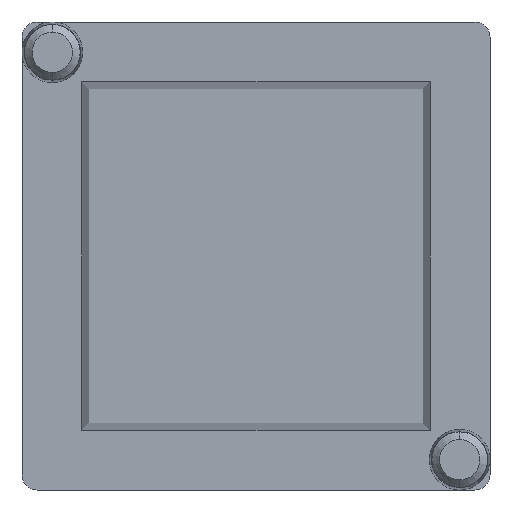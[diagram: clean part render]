
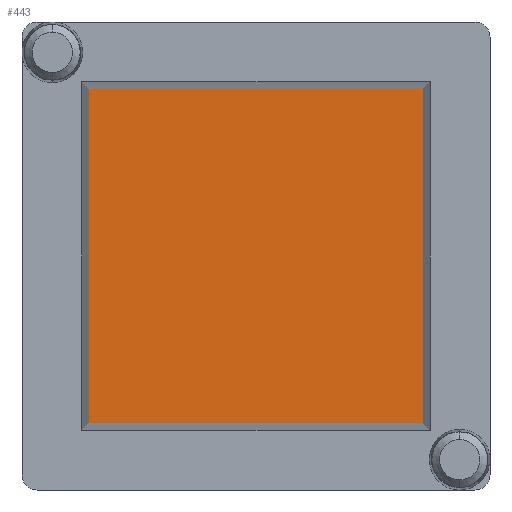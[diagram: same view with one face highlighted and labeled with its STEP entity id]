
A CAD part, front view. The second image highlights one B-rep face of the part: STEP entity #443.
In plain terms, the highlighted planar face has unit normal (0, -1, 0).
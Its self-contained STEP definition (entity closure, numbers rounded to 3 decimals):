
#24 = VERTEX_POINT ( 'NONE', #940 ) ;
#54 = CARTESIAN_POINT ( 'NONE',  ( -1.677, 2.067, 0. ) ) ;
#110 = VECTOR ( 'NONE', #594, 1000. ) ;
#113 = VERTEX_POINT ( 'NONE', #383 ) ;
#147 = PLANE ( 'NONE',  #903 ) ;
#178 = LINE ( 'NONE', #675, #110 ) ;
#224 = FACE_OUTER_BOUND ( 'NONE', #348, .T. ) ;
#280 = EDGE_CURVE ( 'NONE', #24, #663, #896, .T. ) ;
#310 = EDGE_CURVE ( 'NONE', #663, #557, #411, .T. ) ;
#313 = EDGE_CURVE ( 'NONE', #113, #24, #416, .T. ) ;
#348 = EDGE_LOOP ( 'NONE', ( #771, #842, #884, #709 ) ) ;
#370 = VECTOR ( 'NONE', #928, 1000. ) ;
#383 = CARTESIAN_POINT ( 'NONE',  ( -1.677, 2.067, 1.677 ) ) ;
#397 = VECTOR ( 'NONE', #874, 1000. ) ;
#405 = CARTESIAN_POINT ( 'NONE',  ( 1.677, 2.067, -1.677 ) ) ;
#411 = LINE ( 'NONE', #880, #397 ) ;
#416 = LINE ( 'NONE', #54, #370 ) ;
#421 = CARTESIAN_POINT ( 'NONE',  ( 0., 2.067, 0. ) ) ;
#432 = DIRECTION ( 'NONE',  ( 0., -1., 0. ) ) ;
#434 = VECTOR ( 'NONE', #950, 1000. ) ;
#443 = ADVANCED_FACE ( 'NONE', ( #224 ), #147, .T. ) ;
#452 = DIRECTION ( 'NONE',  ( 0., 0., -1. ) ) ;
#507 = EDGE_CURVE ( 'NONE', #557, #113, #178, .T. ) ;
#557 = VERTEX_POINT ( 'NONE', #756 ) ;
#594 = DIRECTION ( 'NONE',  ( -1., 0., 0. ) ) ;
#663 = VERTEX_POINT ( 'NONE', #405 ) ;
#675 = CARTESIAN_POINT ( 'NONE',  ( 0., 2.067, 1.677 ) ) ;
#709 = ORIENTED_EDGE ( 'NONE', *, *, #507, .T. ) ;
#756 = CARTESIAN_POINT ( 'NONE',  ( 1.677, 2.067, 1.677 ) ) ;
#771 = ORIENTED_EDGE ( 'NONE', *, *, #313, .T. ) ;
#842 = ORIENTED_EDGE ( 'NONE', *, *, #280, .T. ) ;
#874 = DIRECTION ( 'NONE',  ( 0., 0., 1. ) ) ;
#880 = CARTESIAN_POINT ( 'NONE',  ( 1.677, 2.067, 0. ) ) ;
#884 = ORIENTED_EDGE ( 'NONE', *, *, #310, .T. ) ;
#896 = LINE ( 'NONE', #1015, #434 ) ;
#903 = AXIS2_PLACEMENT_3D ( 'NONE', #421, #432, #452 ) ;
#928 = DIRECTION ( 'NONE',  ( 0., 0., -1. ) ) ;
#940 = CARTESIAN_POINT ( 'NONE',  ( -1.677, 2.067, -1.677 ) ) ;
#950 = DIRECTION ( 'NONE',  ( 1., 0., 0. ) ) ;
#1015 = CARTESIAN_POINT ( 'NONE',  ( 0., 2.067, -1.677 ) ) ;
